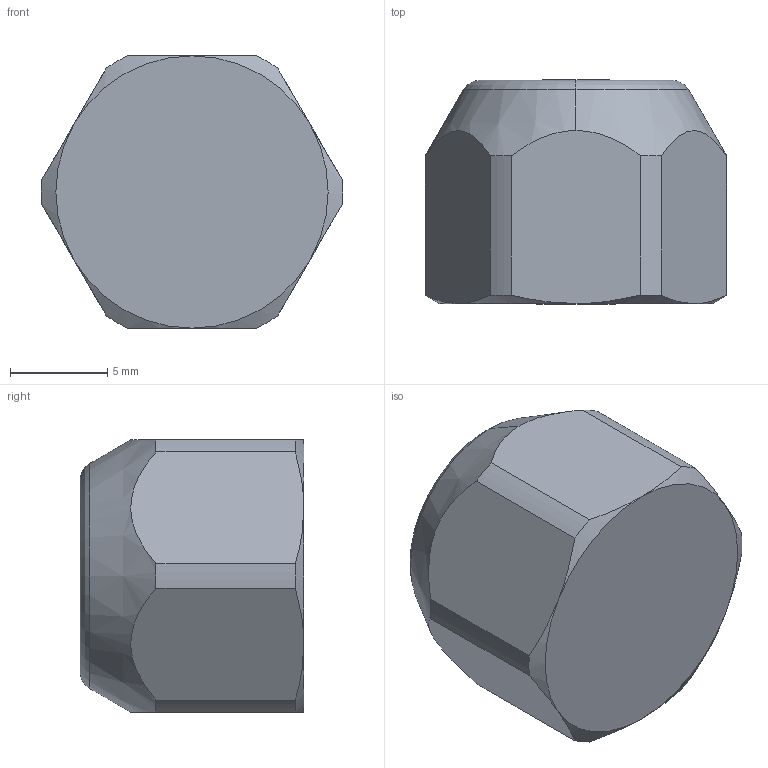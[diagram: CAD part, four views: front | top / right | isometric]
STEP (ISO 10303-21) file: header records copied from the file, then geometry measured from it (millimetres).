
FILE_DESCRIPTION (( 'STEP AP214' ), '1' );
FILE_NAME ('6170000444X00A.step', '2012-10-16T17:31:03', ( '' ), ( '' ), 'SwSTEP 2.0', 'SolidWorks 2012', '' );
FILE_SCHEMA (( 'AUTOMOTIVE_DESIGN' ));
Length unit declared in the file: millimetre
Products named in the file (1): 6170000444X00A
Bounding box: 15.49 x 11.5 x 14 mm (x, y, z)
Volume: 1809.3 mm3; surface area: 794.1 mm2
Topology: 1 solids, 1 shells, 24 faces, 58 edges, 36 vertices
Faces by surface type: cone 8, plane 8, cylinder 6, torus 2
Entity records: 836 total; most frequent: CARTESIAN_POINT 259, ORIENTED_EDGE 116, DIRECTION 112, EDGE_CURVE 58, AXIS2_PLACEMENT_3D 49, VERTEX_POINT 36, CIRCLE 24, EDGE_LOOP 24
